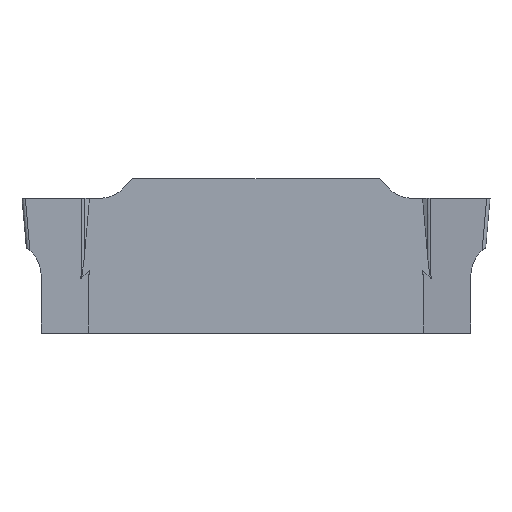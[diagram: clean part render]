
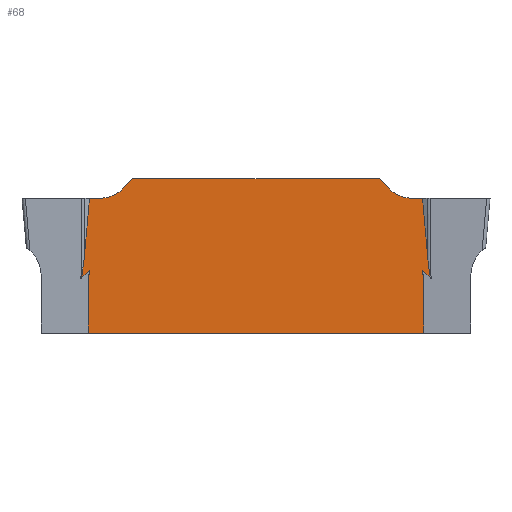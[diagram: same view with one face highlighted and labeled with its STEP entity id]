
A CAD part, left-side view. The second image highlights one B-rep face of the part: STEP entity #68.
In plain terms, the highlighted planar face has unit normal (-1, 0, 0).
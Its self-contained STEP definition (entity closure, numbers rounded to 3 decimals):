
#47=CIRCLE('',#769,1.);
#48=CIRCLE('',#770,1.);
#68=ADVANCED_FACE('',(#128),#104,.T.);
#104=PLANE('',#771);
#128=FACE_OUTER_BOUND('',#164,.T.);
#164=EDGE_LOOP('',(#239,#240,#241,#242,#243,#244,#245,#246,#247,#248,#249,
#250,#251,#252,#253,#254));
#239=ORIENTED_EDGE('',*,*,#507,.F.);
#240=ORIENTED_EDGE('',*,*,#508,.T.);
#241=ORIENTED_EDGE('',*,*,#509,.T.);
#242=ORIENTED_EDGE('',*,*,#482,.T.);
#243=ORIENTED_EDGE('',*,*,#510,.T.);
#244=ORIENTED_EDGE('',*,*,#477,.T.);
#245=ORIENTED_EDGE('',*,*,#511,.T.);
#246=ORIENTED_EDGE('',*,*,#505,.T.);
#247=ORIENTED_EDGE('',*,*,#512,.T.);
#248=ORIENTED_EDGE('',*,*,#513,.T.);
#249=ORIENTED_EDGE('',*,*,#514,.F.);
#250=ORIENTED_EDGE('',*,*,#515,.F.);
#251=ORIENTED_EDGE('',*,*,#516,.F.);
#252=ORIENTED_EDGE('',*,*,#517,.F.);
#253=ORIENTED_EDGE('',*,*,#518,.F.);
#254=ORIENTED_EDGE('',*,*,#519,.F.);
#409=VERTEX_POINT('',#1016);
#410=VERTEX_POINT('',#1018);
#413=VERTEX_POINT('',#1026);
#414=VERTEX_POINT('',#1028);
#433=VERTEX_POINT('',#1078);
#434=VERTEX_POINT('',#1080);
#435=VERTEX_POINT('',#1084);
#436=VERTEX_POINT('',#1085);
#437=VERTEX_POINT('',#1087);
#438=VERTEX_POINT('',#1122);
#439=VERTEX_POINT('',#1124);
#440=VERTEX_POINT('',#1126);
#441=VERTEX_POINT('',#1128);
#442=VERTEX_POINT('',#1130);
#443=VERTEX_POINT('',#1132);
#444=VERTEX_POINT('',#1134);
#477=EDGE_CURVE('',#410,#409,#579,.T.);
#482=EDGE_CURVE('',#414,#413,#583,.T.);
#505=EDGE_CURVE('',#434,#433,#601,.T.);
#507=EDGE_CURVE('',#435,#436,#603,.T.);
#508=EDGE_CURVE('',#435,#437,#604,.T.);
#509=EDGE_CURVE('',#437,#414,#725,.T.);
#510=EDGE_CURVE('',#413,#410,#605,.T.);
#511=EDGE_CURVE('',#409,#434,#606,.T.);
#512=EDGE_CURVE('',#433,#438,#726,.T.);
#513=EDGE_CURVE('',#438,#439,#607,.T.);
#514=EDGE_CURVE('',#440,#439,#608,.T.);
#515=EDGE_CURVE('',#441,#440,#47,.T.);
#516=EDGE_CURVE('',#442,#441,#609,.T.);
#517=EDGE_CURVE('',#443,#442,#610,.T.);
#518=EDGE_CURVE('',#444,#443,#611,.T.);
#519=EDGE_CURVE('',#436,#444,#48,.T.);
#579=LINE('',#1017,#653);
#583=LINE('',#1027,#657);
#601=LINE('',#1079,#675);
#603=LINE('',#1083,#677);
#604=LINE('',#1086,#678);
#605=LINE('',#1107,#679);
#606=LINE('',#1108,#680);
#607=LINE('',#1123,#681);
#608=LINE('',#1125,#682);
#609=LINE('',#1129,#683);
#610=LINE('',#1131,#684);
#611=LINE('',#1133,#685);
#653=VECTOR('',#820,1.);
#657=VECTOR('',#828,1.);
#675=VECTOR('',#858,1.);
#677=VECTOR('',#862,1.);
#678=VECTOR('',#863,1.);
#679=VECTOR('',#864,1.);
#680=VECTOR('',#865,1.);
#681=VECTOR('',#866,1.);
#682=VECTOR('',#867,1.);
#683=VECTOR('',#870,1.);
#684=VECTOR('',#871,1.);
#685=VECTOR('',#872,1.);
#725=B_SPLINE_CURVE_WITH_KNOTS('',3,(#1088,#1089,#1090,#1091,#1092,#1093,
#1094,#1095,#1096,#1097,#1098,#1099,#1100,#1101,#1102,#1103,#1104,#1105,
#1106),.UNSPECIFIED.,.F.,.F.,(4,3,3,3,3,3,4),(0.,0.312,0.653,
0.824,0.929,0.98,1.),.UNSPECIFIED.);
#726=B_SPLINE_CURVE_WITH_KNOTS('',3,(#1109,#1110,#1111,#1112,#1113,#1114,
#1115,#1116,#1117,#1118,#1119,#1120,#1121),.UNSPECIFIED.,.F.,.F.,(4,3,3,
3,4),(0.,0.036,0.179,0.747,1.),
 .UNSPECIFIED.);
#769=AXIS2_PLACEMENT_3D('',#1127,#868,#869);
#770=AXIS2_PLACEMENT_3D('',#1135,#873,#874);
#771=AXIS2_PLACEMENT_3D('',#1136,#875,#876);
#820=DIRECTION('',(0.,-1.,0.));
#828=DIRECTION('',(0.,-0.707,0.707));
#858=DIRECTION('',(0.,-0.707,-0.707));
#862=DIRECTION('',(0.,-1.,0.));
#863=DIRECTION('',(0.,0.087,-0.996));
#864=DIRECTION('',(0.,0.011,-1.));
#865=DIRECTION('',(0.,0.011,1.));
#866=DIRECTION('',(0.,0.087,0.996));
#867=DIRECTION('',(0.,-1.,0.));
#868=DIRECTION('',(-1.,0.,0.));
#869=DIRECTION('',(0.,0.,1.));
#870=DIRECTION('',(0.,-0.707,-0.707));
#871=DIRECTION('',(0.,-1.,0.));
#872=DIRECTION('',(0.,-0.707,0.707));
#873=DIRECTION('',(-1.,0.,0.));
#874=DIRECTION('',(0.,0.,1.));
#875=DIRECTION('',(-1.,0.,0.));
#876=DIRECTION('',(0.,0.,1.));
#1016=CARTESIAN_POINT('',(-0.565,1.771,-4.205));
#1017=CARTESIAN_POINT('',(-0.565,13.7,-4.205));
#1018=CARTESIAN_POINT('',(-0.565,12.229,-4.205));
#1026=CARTESIAN_POINT('',(-0.565,12.208,-2.246));
#1027=CARTESIAN_POINT('',(-0.565,11.53,-1.567));
#1028=CARTESIAN_POINT('',(-0.565,12.46,-2.497));
#1078=CARTESIAN_POINT('',(-0.565,1.54,-2.497));
#1079=CARTESIAN_POINT('',(-0.565,9.177,5.133));
#1080=CARTESIAN_POINT('',(-0.565,1.792,-2.246));
#1083=CARTESIAN_POINT('',(-0.565,13.7,0.));
#1084=CARTESIAN_POINT('',(-0.565,12.197,0.));
#1085=CARTESIAN_POINT('',(-0.565,11.869,0.));
#1086=CARTESIAN_POINT('',(-0.565,12.156,0.47));
#1087=CARTESIAN_POINT('',(-0.565,12.361,-1.881));
#1088=CARTESIAN_POINT('',(-0.565,12.361,-1.881));
#1089=CARTESIAN_POINT('',(-0.565,12.367,-1.946));
#1090=CARTESIAN_POINT('',(-0.565,12.373,-2.011));
#1091=CARTESIAN_POINT('',(-0.565,12.38,-2.076));
#1092=CARTESIAN_POINT('',(-0.565,12.387,-2.147));
#1093=CARTESIAN_POINT('',(-0.565,12.396,-2.217));
#1094=CARTESIAN_POINT('',(-0.565,12.406,-2.288));
#1095=CARTESIAN_POINT('',(-0.565,12.412,-2.323));
#1096=CARTESIAN_POINT('',(-0.565,12.418,-2.359));
#1097=CARTESIAN_POINT('',(-0.565,12.425,-2.394));
#1098=CARTESIAN_POINT('',(-0.565,12.429,-2.415));
#1099=CARTESIAN_POINT('',(-0.565,12.434,-2.437));
#1100=CARTESIAN_POINT('',(-0.565,12.441,-2.457));
#1101=CARTESIAN_POINT('',(-0.565,12.444,-2.468));
#1102=CARTESIAN_POINT('',(-0.565,12.448,-2.478));
#1103=CARTESIAN_POINT('',(-0.565,12.453,-2.487));
#1104=CARTESIAN_POINT('',(-0.565,12.455,-2.491));
#1105=CARTESIAN_POINT('',(-0.565,12.457,-2.494));
#1106=CARTESIAN_POINT('',(-0.565,12.46,-2.497));
#1107=CARTESIAN_POINT('',(-0.565,12.178,0.589));
#1108=CARTESIAN_POINT('',(-0.565,1.823,0.732));
#1109=CARTESIAN_POINT('',(-0.565,1.54,-2.497));
#1110=CARTESIAN_POINT('',(-0.565,1.545,-2.492));
#1111=CARTESIAN_POINT('',(-0.565,1.548,-2.485));
#1112=CARTESIAN_POINT('',(-0.565,1.552,-2.478));
#1113=CARTESIAN_POINT('',(-0.565,1.563,-2.45));
#1114=CARTESIAN_POINT('',(-0.565,1.57,-2.421));
#1115=CARTESIAN_POINT('',(-0.565,1.576,-2.391));
#1116=CARTESIAN_POINT('',(-0.565,1.6,-2.275));
#1117=CARTESIAN_POINT('',(-0.565,1.612,-2.157));
#1118=CARTESIAN_POINT('',(-0.565,1.624,-2.039));
#1119=CARTESIAN_POINT('',(-0.565,1.629,-1.986));
#1120=CARTESIAN_POINT('',(-0.565,1.634,-1.933));
#1121=CARTESIAN_POINT('',(-0.565,1.639,-1.881));
#1122=CARTESIAN_POINT('',(-0.565,1.639,-1.881));
#1123=CARTESIAN_POINT('',(-0.565,1.945,1.631));
#1124=CARTESIAN_POINT('',(-0.565,1.803,0.));
#1125=CARTESIAN_POINT('',(-0.565,13.7,0.));
#1126=CARTESIAN_POINT('',(-0.565,2.131,0.));
#1127=CARTESIAN_POINT('',(-0.565,2.131,1.));
#1128=CARTESIAN_POINT('',(-0.565,2.838,0.293));
#1129=CARTESIAN_POINT('',(-0.565,8.425,5.88));
#1130=CARTESIAN_POINT('',(-0.565,3.15,0.605));
#1131=CARTESIAN_POINT('',(-0.565,13.7,0.605));
#1132=CARTESIAN_POINT('',(-0.565,10.85,0.605));
#1133=CARTESIAN_POINT('',(-0.565,12.275,-0.82));
#1134=CARTESIAN_POINT('',(-0.565,11.162,0.293));
#1135=CARTESIAN_POINT('',(-0.565,11.869,1.));
#1136=CARTESIAN_POINT('',(-0.565,13.7,0.605));
